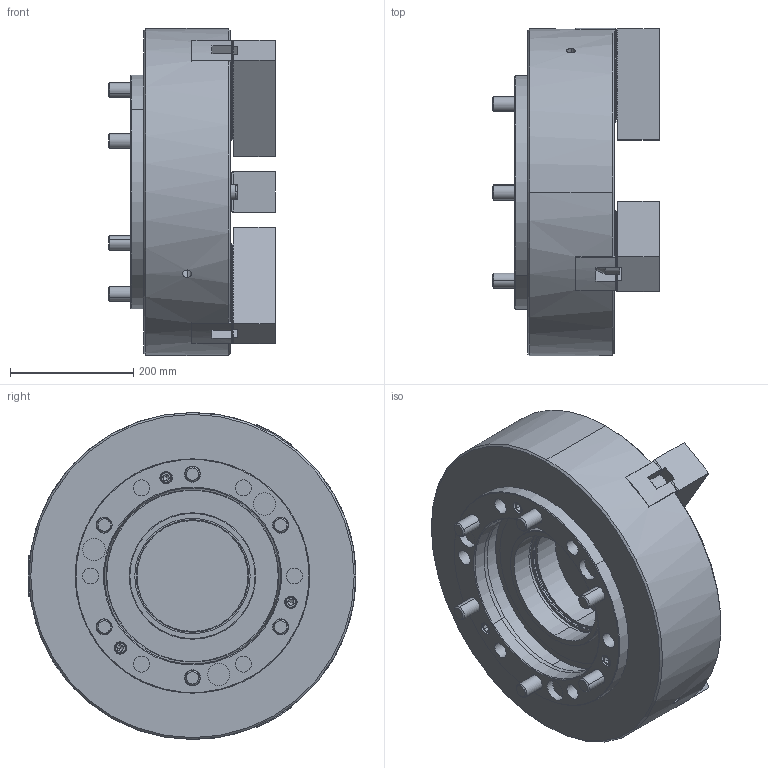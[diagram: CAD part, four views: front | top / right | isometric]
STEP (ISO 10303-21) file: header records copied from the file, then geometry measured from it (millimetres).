
FILE_DESCRIPTION (( 'STEP AP203' ), '1' );
FILE_NAME ('CF-3H-221A15.STEP', '2023-12-21T07:47:37', ( '' ), ( '' ), 'SwSTEP 2.0', 'SolidWorks 2020', '' );
FILE_SCHEMA (( 'CONFIG_CONTROL_DESIGN' ));
Length unit declared in the file: millimetre
Products named in the file (17): CF-3H-221-01000; 3H-221-07000; CF-3H-15B-08000-A15法蘭; CF-3H-221-02000; CF-3H-21B-07000; 圓頭內六角螺栓_M12x30; CF-3H-221-03000; SJ-21; CF-3H-221A15; CF-3H-221-04000; 圓頭內六角螺栓_M20x55; CF-3H-221-04020(T型塊); 圓頭內六角螺栓_M24x170; CF-3H-221-05000; 圓頭內六角螺栓_M6x16; CF-3H-221-06000; 錐平頭六角孔螺栓_M4x10
Assembly tree (44 placements, depth 2):
  CF-3H-221A15
    CF-3H-221-01000
    CF-3H-221-02000
    CF-3H-221-03000  x3
    CF-3H-221-04000
    CF-3H-221-04020(T型塊)  x6
    CF-3H-221-05000
    CF-3H-221-06000
    3H-221-07000
    CF-3H-21B-07000
    SJ-21  x3
    圓頭內六角螺栓_M20x55  x6
    圓頭內六角螺栓_M24x170  x6
    圓頭內六角螺栓_M6x16  x6
    錐平頭六角孔螺栓_M4x10  x3
    CF-3H-15B-08000-A15法蘭
    圓頭內六角螺栓_M12x30  x3
Bounding box: 270.2 x 531.47 x 530 mm (x, y, z)
Volume: 29712581.4 mm3; surface area: 2181447.9 mm2
Topology: 44 solids, 44 shells, 4172 faces, 11745 edges, 7691 vertices
Faces by surface type: plane 2950, cylinder 956, cone 260, torus 6
Entity records: 52638 total; most frequent: CARTESIAN_POINT 9901, ORIENTED_EDGE 8634, DIRECTION 8097, EDGE_CURVE 4317, LINE 3181, VECTOR 3181, VERTEX_POINT 2842, AXIS2_PLACEMENT_3D 2458
